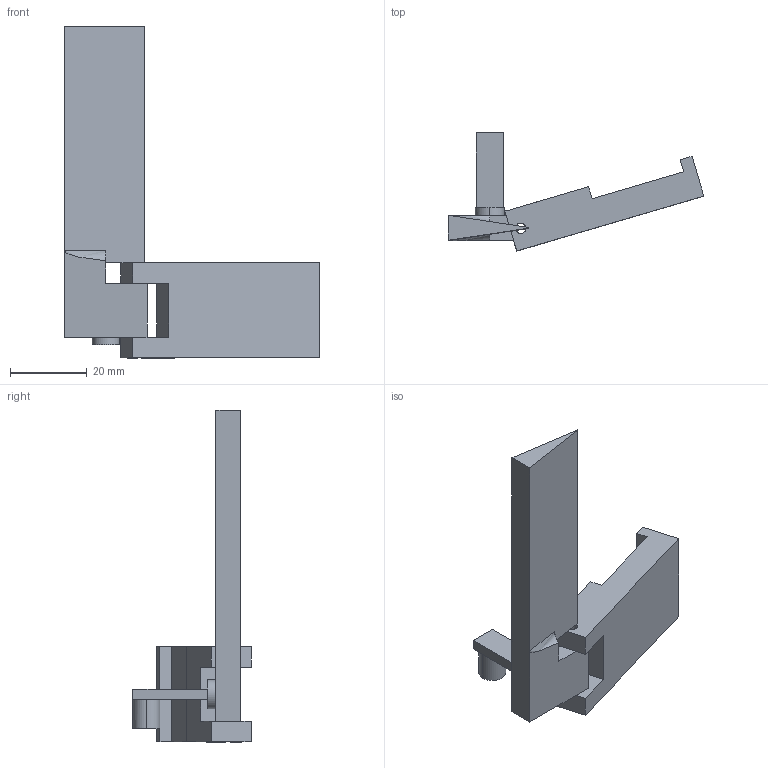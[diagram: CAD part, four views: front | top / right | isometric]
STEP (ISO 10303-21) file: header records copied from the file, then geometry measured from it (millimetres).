
FILE_DESCRIPTION(('FreeCAD Model'),'2;1');
FILE_NAME('Open CASCADE Shape Model','2025-05-04T00:04:07',('FreeCAD'),( 'FreeCAD'),'Open CASCADE STEP processor 7.6','FreeCAD','Unknown');
FILE_SCHEMA(('AUTOMOTIVE_DESIGN { 1 0 10303 214 1 1 1 1 }'));
Length unit declared in the file: millimetre
Products named in the file (1): Open CASCADE STEP translator 7.6 1
Bounding box: 66.44 x 30.73 x 86.27 mm (x, y, z)
Volume: 17363.1 mm3; surface area: 9138.9 mm2
Topology: 2 solids, 2 shells, 51 faces, 123 edges, 77 vertices
Faces by surface type: bspline 51
Entity records: 1426 total; most frequent: CARTESIAN_POINT 667, ORIENTED_EDGE 246, EDGE_CURVE 123, B_SPLINE_CURVE_WITH_KNOTS 90, VERTEX_POINT 77, FACE_BOUND 58, EDGE_LOOP 58, ADVANCED_FACE 51
